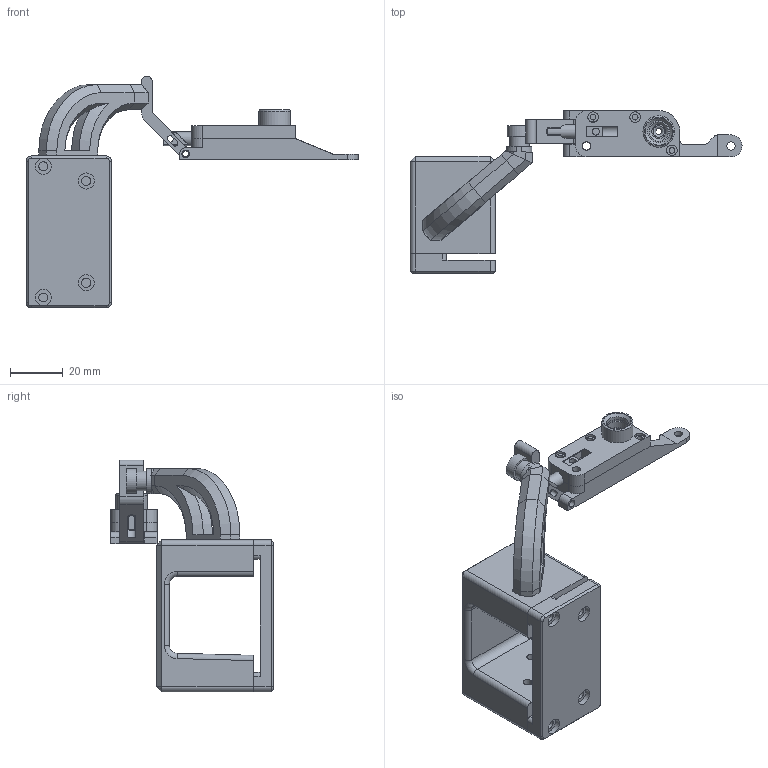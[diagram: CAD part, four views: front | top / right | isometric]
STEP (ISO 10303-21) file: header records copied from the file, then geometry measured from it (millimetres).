
FILE_DESCRIPTION(('FreeCAD Model'),'2;1');
FILE_NAME('Open CASCADE Shape Model','2025-05-26T22:06:41',(''),(''), 'Open CASCADE STEP processor 7.8','FreeCAD','Unknown');
FILE_SCHEMA(('AUTOMOTIVE_DESIGN { 1 0 10303 214 1 1 1 1 }'));
Length unit declared in the file: millimetre
Products named in the file (9): Neptune_Cutter_v0_7; Base; Top; Blade Holder; Cutter Arm; X Mount - Front; X Mount - Back; Cutter Engager; Bearing stopper
Assembly tree (8 placements, depth 2):
  Neptune_Cutter_v0_7
    Base
    Top
    Blade Holder
    Cutter Arm
    X Mount - Front
    X Mount - Back
    Cutter Engager
    Bearing stopper
Bounding box: 126.36 x 61.89 x 88.19 mm (x, y, z)
Volume: 63356.7 mm3; surface area: 27187.7 mm2
Topology: 8 solids, 8 shells, 313 faces, 784 edges, 508 vertices
Faces by surface type: plane 178, cylinder 106, cone 12, torus 9, revolution 8
Full cylindrical faces by diameter (mm): 2.2 x4, 2.34 x2, 2.5 x1, 2.7 x1, 2.8 x1, 2.85 x1, 3 x3, 3.2 x4, 3.4 x4, 4 x3, 4.1 x5, 5.3 x1, 5.34 x1, 6.1 x5, 7.5 x1, 8 x1, 8.36 x2, 8.76 x1, 9.4 x1, 12 x1
Entity records: 9743 total; most frequent: DIRECTION 1685, CARTESIAN_POINT 1675, ORIENTED_EDGE 1560, EDGE_CURVE 780, AXIS2_PLACEMENT_3D 583, LINE 511, VECTOR 511, VERTEX_POINT 508
